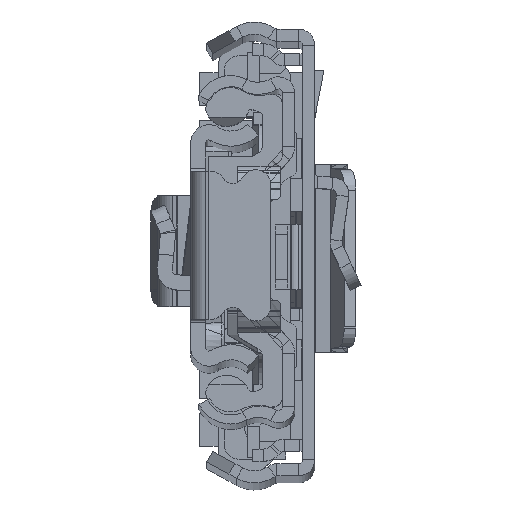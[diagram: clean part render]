
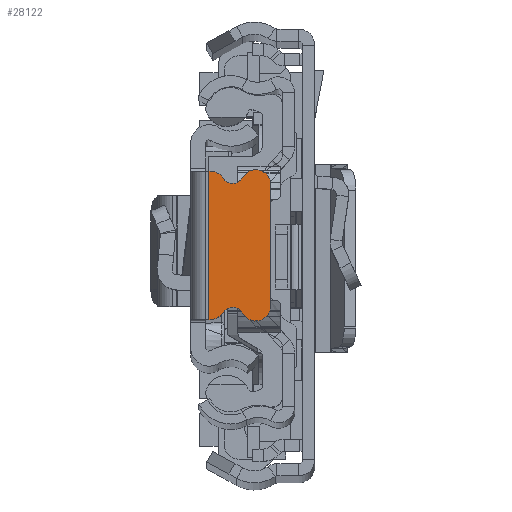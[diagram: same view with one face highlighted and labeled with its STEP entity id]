
A CAD part, top view. The second image highlights one B-rep face of the part: STEP entity #28122.
In plain terms, the highlighted planar face has unit normal (0, 0, 1).
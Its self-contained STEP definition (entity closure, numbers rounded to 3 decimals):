
#47 = ORIENTED_EDGE ( 'NONE', *, *, #5470, .F. ) ;
#270 = CARTESIAN_POINT ( 'NONE',  ( -6.429, -6., 0. ) ) ;
#351 = EDGE_CURVE ( 'NONE', #23028, #19441, #19122, .T. ) ;
#383 = CARTESIAN_POINT ( 'NONE',  ( -1.929, 5.87, 0. ) ) ;
#489 = LINE ( 'NONE', #6286, #15828 ) ;
#906 = CARTESIAN_POINT ( 'NONE',  ( -4.142, -7.236, 0. ) ) ;
#1815 = DIRECTION ( 'NONE',  ( 0., -1., 0. ) ) ;
#2095 = CARTESIAN_POINT ( 'NONE',  ( -1.929, -7.37, 0. ) ) ;
#3059 = DIRECTION ( 'NONE',  ( 0., 0., 1. ) ) ;
#3132 = DIRECTION ( 'NONE',  ( -1., 0., 0. ) ) ;
#3391 = FACE_OUTER_BOUND ( 'NONE', #28057, .T. ) ;
#3602 = ORIENTED_EDGE ( 'NONE', *, *, #22254, .T. ) ;
#3635 = ORIENTED_EDGE ( 'NONE', *, *, #22334, .T. ) ;
#4095 = LINE ( 'NONE', #9543, #28062 ) ;
#4409 = CARTESIAN_POINT ( 'NONE',  ( -7.929, -6., 0. ) ) ;
#5379 = DIRECTION ( 'NONE',  ( 1., 0., 0. ) ) ;
#5470 = EDGE_CURVE ( 'NONE', #19441, #29788, #12716, .T. ) ;
#6286 = CARTESIAN_POINT ( 'NONE',  ( -1.929, -7.37, 0. ) ) ;
#6811 = CARTESIAN_POINT ( 'NONE',  ( -7.929, 6., 0. ) ) ;
#7879 = AXIS2_PLACEMENT_3D ( 'NONE', #270, #13993, #11021 ) ;
#8189 = ORIENTED_EDGE ( 'NONE', *, *, #23850, .T. ) ;
#8478 = CARTESIAN_POINT ( 'NONE',  ( -1.75, -7.37, 0. ) ) ;
#8795 = DIRECTION ( 'NONE',  ( 1., 0., 0. ) ) ;
#9186 = ORIENTED_EDGE ( 'NONE', *, *, #15168, .T. ) ;
#9193 = VERTEX_POINT ( 'NONE', #2095 ) ;
#9213 = DIRECTION ( 'NONE',  ( 0., -1., 0. ) ) ;
#9543 = CARTESIAN_POINT ( 'NONE',  ( -7.929, -6., 0. ) ) ;
#9643 = ORIENTED_EDGE ( 'NONE', *, *, #11859, .T. ) ;
#10108 = AXIS2_PLACEMENT_3D ( 'NONE', #383, #10426, #13060 ) ;
#10426 = DIRECTION ( 'NONE',  ( 0., 0., 1. ) ) ;
#10590 = CIRCLE ( 'NONE', #32524, 1.1 ) ;
#11021 = DIRECTION ( 'NONE',  ( 1., 0., 0. ) ) ;
#11658 = DIRECTION ( 'NONE',  ( 0., 0., -1. ) ) ;
#11859 = EDGE_CURVE ( 'NONE', #31292, #23621, #10590, .T. ) ;
#12716 = LINE ( 'NONE', #34043, #34335 ) ;
#13031 = CIRCLE ( 'NONE', #14172, 1.5 ) ;
#13060 = DIRECTION ( 'NONE',  ( -1., 0., 0. ) ) ;
#13717 = DIRECTION ( 'NONE',  ( 1., 0., 0. ) ) ;
#13764 = DIRECTION ( 'NONE',  ( 0., 0., 1. ) ) ;
#13874 = AXIS2_PLACEMENT_3D ( 'NONE', #24889, #3059, #27205 ) ;
#13900 = CARTESIAN_POINT ( 'NONE',  ( -1.929, -5.87, 0. ) ) ;
#13993 = DIRECTION ( 'NONE',  ( 0., 0., 1. ) ) ;
#14003 = VERTEX_POINT ( 'NONE', #4409 ) ;
#14172 = AXIS2_PLACEMENT_3D ( 'NONE', #13900, #24996, #8795 ) ;
#15168 = EDGE_CURVE ( 'NONE', #33873, #14003, #4095, .T. ) ;
#15828 = VECTOR ( 'NONE', #3132, 1000. ) ;
#15829 = CARTESIAN_POINT ( 'NONE',  ( -5.109, 6.713, 0. ) ) ;
#16004 = CARTESIAN_POINT ( 'NONE',  ( -3.206, 6.658, 0. ) ) ;
#16229 = EDGE_CURVE ( 'NONE', #14003, #23867, #17457, .T. ) ;
#16958 = CIRCLE ( 'NONE', #31581, 1.5 ) ;
#17148 = EDGE_CURVE ( 'NONE', #23621, #33873, #16958, .T. ) ;
#17457 = CIRCLE ( 'NONE', #7879, 1.5 ) ;
#19122 = LINE ( 'NONE', #19459, #33297 ) ;
#19427 = VERTEX_POINT ( 'NONE', #21144 ) ;
#19441 = VERTEX_POINT ( 'NONE', #32441 ) ;
#19459 = CARTESIAN_POINT ( 'NONE',  ( -1.929, 7.37, 0. ) ) ;
#19520 = CARTESIAN_POINT ( 'NONE',  ( -5.109, -6.713, 0. ) ) ;
#21144 = CARTESIAN_POINT ( 'NONE',  ( -3.206, -6.658, 0. ) ) ;
#21672 = CARTESIAN_POINT ( 'NONE',  ( -6.429, 6., 0. ) ) ;
#22066 = PLANE ( 'NONE',  #13874 ) ;
#22254 = EDGE_CURVE ( 'NONE', #23028, #31292, #31495, .T. ) ;
#22334 = EDGE_CURVE ( 'NONE', #23867, #19427, #26439, .T. ) ;
#23017 = ORIENTED_EDGE ( 'NONE', *, *, #17148, .T. ) ;
#23028 = VERTEX_POINT ( 'NONE', #30905 ) ;
#23621 = VERTEX_POINT ( 'NONE', #15829 ) ;
#23850 = EDGE_CURVE ( 'NONE', #19427, #9193, #13031, .T. ) ;
#23867 = VERTEX_POINT ( 'NONE', #19520 ) ;
#23936 = ORIENTED_EDGE ( 'NONE', *, *, #351, .F. ) ;
#24889 = CARTESIAN_POINT ( 'NONE',  ( 397.771, 0., 0. ) ) ;
#24996 = DIRECTION ( 'NONE',  ( 0., 0., 1. ) ) ;
#25344 = ORIENTED_EDGE ( 'NONE', *, *, #32452, .F. ) ;
#26439 = CIRCLE ( 'NONE', #33768, 1.1 ) ;
#26934 = CARTESIAN_POINT ( 'NONE',  ( -4.142, 7.236, 0. ) ) ;
#27165 = DIRECTION ( 'NONE',  ( -1., 0., 0. ) ) ;
#27205 = DIRECTION ( 'NONE',  ( 1., 0., 0. ) ) ;
#27878 = DIRECTION ( 'NONE',  ( -1., 0., 0. ) ) ;
#28057 = EDGE_LOOP ( 'NONE', ( #47, #23936, #3602, #9643, #23017, #9186, #28953, #3635, #8189, #25344 ) ) ;
#28062 = VECTOR ( 'NONE', #9213, 1000. ) ;
#28122 = ADVANCED_FACE ( 'NONE', ( #3391 ), #22066, .T. ) ;
#28953 = ORIENTED_EDGE ( 'NONE', *, *, #16229, .T. ) ;
#29759 = DIRECTION ( 'NONE',  ( 0., 0., -1. ) ) ;
#29788 = VERTEX_POINT ( 'NONE', #8478 ) ;
#30905 = CARTESIAN_POINT ( 'NONE',  ( -1.929, 7.37, 0. ) ) ;
#31292 = VERTEX_POINT ( 'NONE', #16004 ) ;
#31495 = CIRCLE ( 'NONE', #10108, 1.5 ) ;
#31581 = AXIS2_PLACEMENT_3D ( 'NONE', #21672, #13764, #27165 ) ;
#32441 = CARTESIAN_POINT ( 'NONE',  ( -1.75, 7.37, 0. ) ) ;
#32452 = EDGE_CURVE ( 'NONE', #29788, #9193, #489, .T. ) ;
#32524 = AXIS2_PLACEMENT_3D ( 'NONE', #26934, #29759, #13717 ) ;
#33297 = VECTOR ( 'NONE', #5379, 1000. ) ;
#33768 = AXIS2_PLACEMENT_3D ( 'NONE', #906, #11658, #27878 ) ;
#33873 = VERTEX_POINT ( 'NONE', #6811 ) ;
#34043 = CARTESIAN_POINT ( 'NONE',  ( -1.75, 0., 0. ) ) ;
#34335 = VECTOR ( 'NONE', #1815, 1000. ) ;
